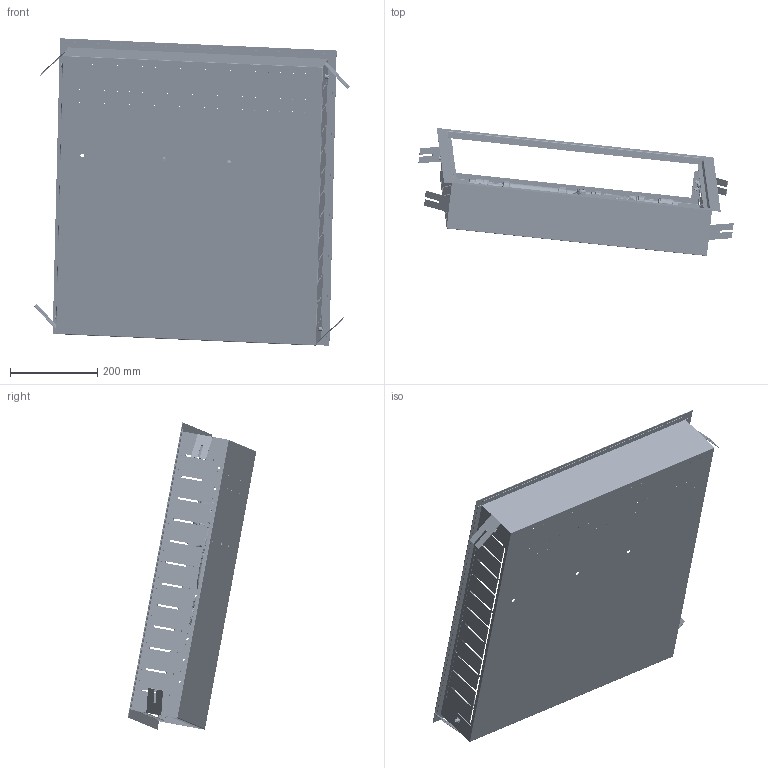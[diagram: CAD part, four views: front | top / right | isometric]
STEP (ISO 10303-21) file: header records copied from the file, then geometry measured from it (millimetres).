
FILE_DESCRIPTION(('CATIA V5 STEP Exchange','CAx-IF Rec.Pracs.--- Model Styling and Organization---1.5--- 2016-08-15','CAx-IF Rec.Pracs.---Supplemental Geometry---1.0---2011-11-01','CAx-IF Rec.Pracs.--- Composite Materials ---3.4---2017-06-13','CAx-IF Rec.Pracs.---Tessellated 3D Geometry---1.0---2015-12-17'),'2;1');
FILE_NAME('STEP_796560_-_TST.stp','2023-07-25T13:25:04+00:00',('none'),('none'),'CATIA Version 5-6 Release 2020 SP5','CATIA V5 STEP AP242 v2','none');
FILE_SCHEMA(('AP242_MANAGED_MODEL_BASED_3D_ENGINEERING_MIM_LF {1 0 10303 442 1 1 4}'));
Products named in the file (1): 796560 - TST
Bounding box: 724.65 x 295.41 x 706.59 mm (x, y, z)
Volume: 2317150.9 mm3; surface area: 1786759 mm2
Topology: 4 solids, 24 shells, 10358 faces, 25042 edges, 13994 vertices
Faces by surface type: bspline 5425, cylinder 1664, plane 1309, sphere 733, torus 634, cone 593
Entity records: 553332 total; most frequent: CARTESIAN_POINT 370872, ORIENTED_EDGE 48372, EDGE_CURVE 24186, DIRECTION 16385, B_SPLINE_CURVE_WITH_KNOTS 15003, VERTEX_POINT 13974, EDGE_LOOP 10712, ADVANCED_FACE 10358
